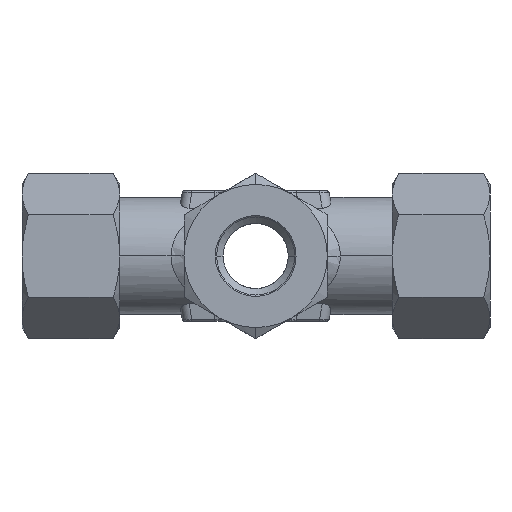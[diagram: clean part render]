
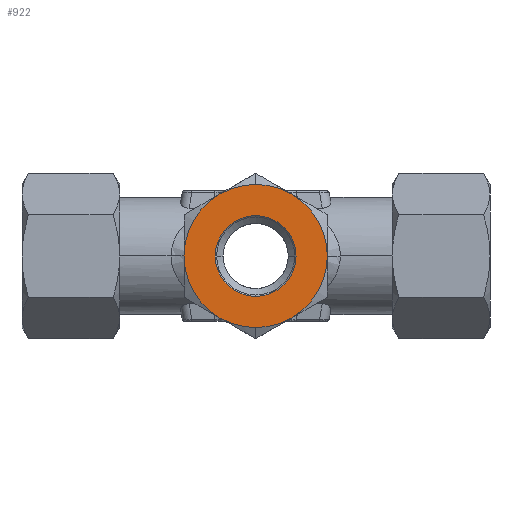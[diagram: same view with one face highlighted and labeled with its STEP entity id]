
A CAD part, front view. The second image highlights one B-rep face of the part: STEP entity #922.
In plain terms, the highlighted planar face has unit normal (0, -1, 0).
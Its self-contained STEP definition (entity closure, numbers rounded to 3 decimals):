
#922=ADVANCED_FACE('',(#1991,#1992),#1993,.F.);
#1991=FACE_OUTER_BOUND('',#4204,.T.);
#1992=FACE_BOUND('',#4205,.T.);
#1993=PLANE('',#4206);
#4204=EDGE_LOOP('',(#7333,#7334,#7335,#7336,#7337,#7338,#7339,#7340));
#4205=EDGE_LOOP('',(#7341,#7342));
#4206=AXIS2_PLACEMENT_3D('',#7343,#7344,#7345);
#7333=ORIENTED_EDGE('',*,*,#9335,.T.);
#7334=ORIENTED_EDGE('',*,*,#9434,.T.);
#7335=ORIENTED_EDGE('',*,*,#9894,.F.);
#7336=ORIENTED_EDGE('',*,*,#9895,.F.);
#7337=ORIENTED_EDGE('',*,*,#9218,.T.);
#7338=ORIENTED_EDGE('',*,*,#9520,.T.);
#7339=ORIENTED_EDGE('',*,*,#9475,.F.);
#7340=ORIENTED_EDGE('',*,*,#9896,.F.);
#7341=ORIENTED_EDGE('',*,*,#9897,.F.);
#7342=ORIENTED_EDGE('',*,*,#9842,.F.);
#7343=CARTESIAN_POINT('',(0.0,-35.9,0.0));
#7344=DIRECTION('',(0.0,1.0,0.0));
#7345=DIRECTION('',(-1.0,0.0,0.0));
#9218=EDGE_CURVE('',#10734,#10732,#10735,.T.);
#9335=EDGE_CURVE('',#10920,#10917,#10921,.T.);
#9434=EDGE_CURVE('',#10917,#11076,#11078,.T.);
#9475=EDGE_CURVE('',#11138,#11139,#11140,.T.);
#9520=EDGE_CURVE('',#10732,#11139,#11207,.T.);
#9842=EDGE_CURVE('',#11657,#11655,#11659,.T.);
#9894=EDGE_CURVE('',#11724,#11076,#11725,.T.);
#9895=EDGE_CURVE('',#10734,#11724,#11726,.T.);
#9896=EDGE_CURVE('',#10920,#11138,#11727,.T.);
#9897=EDGE_CURVE('',#11655,#11657,#11728,.T.);
#10732=VERTEX_POINT('',#13169);
#10734=VERTEX_POINT('',#13172);
#10735=CIRCLE('',#13173,11.0);
#10917=VERTEX_POINT('',#13597);
#10920=VERTEX_POINT('',#13601);
#10921=CIRCLE('',#13602,11.0);
#11076=VERTEX_POINT('',#14054);
#11078=CIRCLE('',#14065,11.0);
#11138=VERTEX_POINT('',#14354);
#11139=VERTEX_POINT('',#14355);
#11140=CIRCLE('',#14356,11.0);
#11207=CIRCLE('',#14559,11.0);
#11655=VERTEX_POINT('',#15523);
#11657=VERTEX_POINT('',#15526);
#11659=CIRCLE('',#15529,6.2);
#11724=VERTEX_POINT('',#15717);
#11725=CIRCLE('',#15718,11.0);
#11726=CIRCLE('',#15719,11.0);
#11727=CIRCLE('',#15720,11.0);
#11728=CIRCLE('',#15721,6.2);
#13169=CARTESIAN_POINT('',(0.,-35.9,11.0));
#13172=CARTESIAN_POINT('',(5.5,-35.9,9.526));
#13173=AXIS2_PLACEMENT_3D('',#17400,#17401,#17402);
#13597=CARTESIAN_POINT('',(0.,-35.9,-11.0));
#13601=CARTESIAN_POINT('',(-5.5,-35.9,-9.526));
#13602=AXIS2_PLACEMENT_3D('',#17573,#17574,#17575);
#14054=CARTESIAN_POINT('',(5.5,-35.9,-9.526));
#14065=AXIS2_PLACEMENT_3D('',#17699,#17700,#17701);
#14354=CARTESIAN_POINT('',(-11.0,-35.9,0.));
#14355=CARTESIAN_POINT('',(-5.5,-35.9,9.526));
#14356=AXIS2_PLACEMENT_3D('',#17741,#17742,#17743);
#14559=AXIS2_PLACEMENT_3D('',#17780,#17781,#17782);
#15523=CARTESIAN_POINT('',(0.0,-35.9,-6.2));
#15526=CARTESIAN_POINT('',(0.,-35.9,6.2));
#15529=AXIS2_PLACEMENT_3D('',#18215,#18216,#18217);
#15717=CARTESIAN_POINT('',(11.0,-35.9,0.));
#15718=AXIS2_PLACEMENT_3D('',#18286,#18287,#18288);
#15719=AXIS2_PLACEMENT_3D('',#18289,#18290,#18291);
#15720=AXIS2_PLACEMENT_3D('',#18292,#18293,#18294);
#15721=AXIS2_PLACEMENT_3D('',#18295,#18296,#18297);
#17400=CARTESIAN_POINT('',(0.0,-35.9,0.0));
#17401=DIRECTION('',(0.0,-1.0,0.0));
#17402=DIRECTION('',(0.5,0.0,0.866));
#17573=CARTESIAN_POINT('',(0.0,-35.9,0.0));
#17574=DIRECTION('',(0.0,-1.0,-0.0));
#17575=DIRECTION('',(-0.5,0.0,-0.866));
#17699=CARTESIAN_POINT('',(0.0,-35.9,0.0));
#17700=DIRECTION('',(0.0,-1.0,-0.0));
#17701=DIRECTION('',(-0.5,0.0,-0.866));
#17741=CARTESIAN_POINT('',(0.0,-35.9,0.0));
#17742=DIRECTION('',(0.0,1.0,0.0));
#17743=DIRECTION('',(-1.0,0.0,0.0));
#17780=CARTESIAN_POINT('',(0.0,-35.9,0.0));
#17781=DIRECTION('',(0.0,-1.0,0.0));
#17782=DIRECTION('',(0.5,0.0,0.866));
#18215=CARTESIAN_POINT('',(0.0,-35.9,0.0));
#18216=DIRECTION('',(0.0,-1.0,0.0));
#18217=DIRECTION('',(0.0,0.0,-1.0));
#18286=CARTESIAN_POINT('',(0.0,-35.9,0.0));
#18287=DIRECTION('',(-0.0,1.0,0.0));
#18288=DIRECTION('',(1.0,0.0,0.));
#18289=CARTESIAN_POINT('',(0.0,-35.9,0.0));
#18290=DIRECTION('',(-0.0,1.0,0.0));
#18291=DIRECTION('',(0.5,0.0,0.866));
#18292=CARTESIAN_POINT('',(0.0,-35.9,0.0));
#18293=DIRECTION('',(0.0,1.0,0.0));
#18294=DIRECTION('',(-0.5,0.0,-0.866));
#18295=CARTESIAN_POINT('',(0.0,-35.9,0.0));
#18296=DIRECTION('',(0.0,-1.0,0.0));
#18297=DIRECTION('',(0.0,0.0,-1.0));
